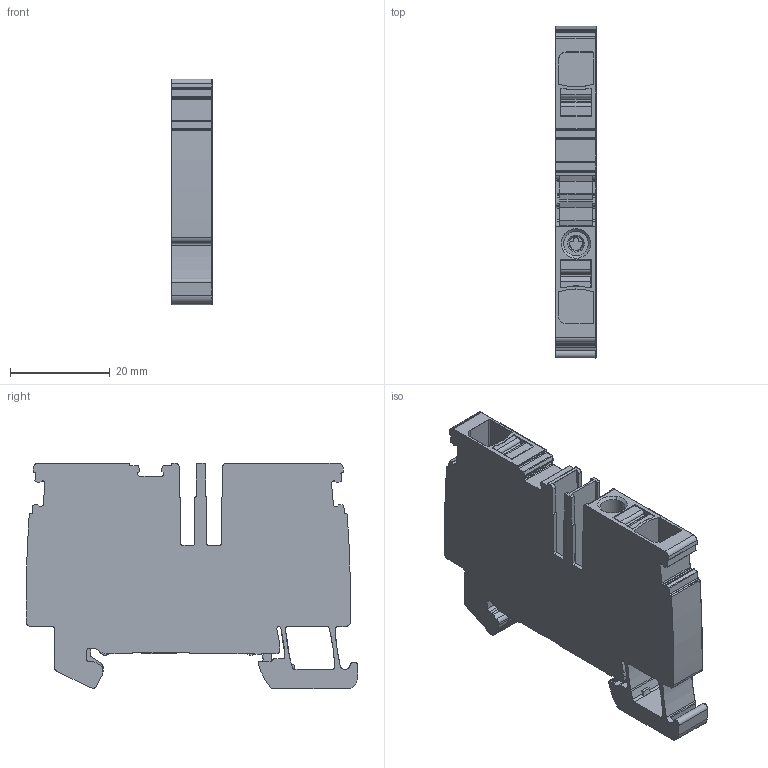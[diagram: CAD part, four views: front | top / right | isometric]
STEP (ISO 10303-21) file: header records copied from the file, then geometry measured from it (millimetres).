
FILE_DESCRIPTION(('CATIA V5 STEP Exchange','CAx-IF Rec.Pracs.--- Model Styling and Organization---1.4--- 2014-01-23'),'2;1');
FILE_NAME ('1227558-2_0', '2021-02-03T12:11:59+00:00', ('none'), ('Weidmueller'), 'CATIA Version 5-6 Release 2016 SP3 HF44', 'CATIA V5 STEP AP214', 'none');
FILE_SCHEMA(('AUTOMOTIVE_DESIGN { 1 0 10303 214 1 1 1 1 }'));
Length unit declared in the file: millimetre
Products named in the file (1): 2734160000
Bounding box: 8.1 x 66.43 x 45.15 mm (x, y, z)
Volume: 16946.3 mm3; surface area: 14401.1 mm2
Topology: 11 solids, 11 shells, 725 faces, 2111 edges, 1416 vertices
Faces by surface type: plane 344, cylinder 307, extrusion 70, cone 4
Entity records: 25545 total; most frequent: CARTESIAN_POINT 7085, ORIENTED_EDGE 4222, DIRECTION 3070, EDGE_CURVE 2111, VERTEX_POINT 1416, VECTOR 1392, LINE 1322, AXIS2_PLACEMENT_3D 1093
